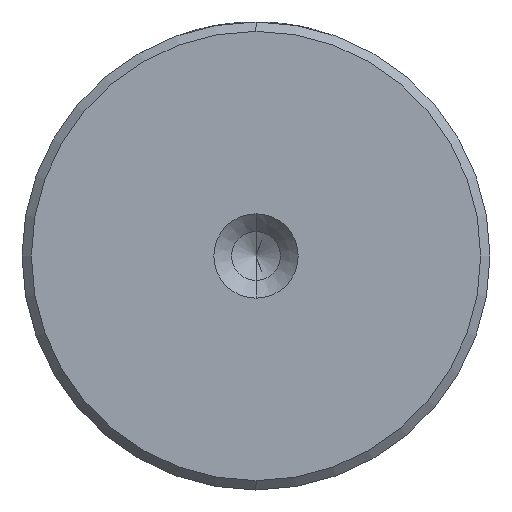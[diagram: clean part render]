
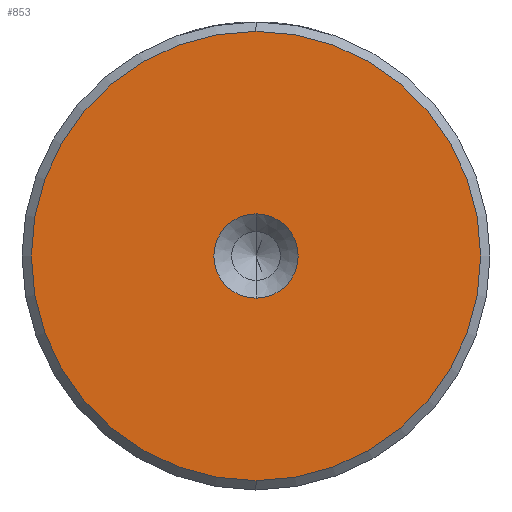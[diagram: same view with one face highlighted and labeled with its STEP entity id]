
A CAD part, left-side view. The second image highlights one B-rep face of the part: STEP entity #853.
In plain terms, the highlighted planar face has unit normal (-1, 0, 0).
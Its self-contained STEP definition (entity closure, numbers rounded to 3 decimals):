
#56 = DIRECTION ( 'NONE',  ( 0., 0., 1. ) ) ;
#104 = CARTESIAN_POINT ( 'NONE',  ( 0., 0., 12. ) ) ;
#125 = DIRECTION ( 'NONE',  ( 0., 0., 1. ) ) ;
#168 = EDGE_LOOP ( 'NONE', ( #1960, #2353 ) ) ;
#189 = CARTESIAN_POINT ( 'NONE',  ( 0., 0., 2.25 ) ) ;
#190 = AXIS2_PLACEMENT_3D ( 'NONE', #2307, #1181, #125 ) ;
#192 = EDGE_LOOP ( 'NONE', ( #827, #211 ) ) ;
#211 = ORIENTED_EDGE ( 'NONE', *, *, #752, .F. ) ;
#244 = CARTESIAN_POINT ( 'NONE',  ( 0., 0., 0. ) ) ;
#349 = EDGE_CURVE ( 'NONE', #1873, #1358, #695, .T. ) ;
#543 = EDGE_CURVE ( 'NONE', #900, #1509, #1822, .T. ) ;
#599 = DIRECTION ( 'NONE',  ( -1., 0., 0. ) ) ;
#695 = CIRCLE ( 'NONE', #190, 2.25 ) ;
#699 = DIRECTION ( 'NONE',  ( -1., 0., 0. ) ) ;
#752 = EDGE_CURVE ( 'NONE', #1358, #1873, #1455, .T. ) ;
#827 = ORIENTED_EDGE ( 'NONE', *, *, #349, .F. ) ;
#832 = EDGE_CURVE ( 'NONE', #1509, #900, #1850, .T. ) ;
#853 = ADVANCED_FACE ( 'NONE', ( #1336, #2340 ), #2080, .T. ) ;
#900 = VERTEX_POINT ( 'NONE', #104 ) ;
#953 = DIRECTION ( 'NONE',  ( -1., 0., 0. ) ) ;
#1099 = DIRECTION ( 'NONE',  ( -1., 0., 0. ) ) ;
#1136 = CARTESIAN_POINT ( 'NONE',  ( 0., 0., -12. ) ) ;
#1181 = DIRECTION ( 'NONE',  ( -1., 0., 0. ) ) ;
#1336 = FACE_OUTER_BOUND ( 'NONE', #168, .T. ) ;
#1345 = AXIS2_PLACEMENT_3D ( 'NONE', #2231, #1099, #56 ) ;
#1358 = VERTEX_POINT ( 'NONE', #1848 ) ;
#1455 = CIRCLE ( 'NONE', #1345, 2.25 ) ;
#1509 = VERTEX_POINT ( 'NONE', #1136 ) ;
#1525 = AXIS2_PLACEMENT_3D ( 'NONE', #1812, #699, #2010 ) ;
#1688 = CARTESIAN_POINT ( 'NONE',  ( 0., 0., 0. ) ) ;
#1812 = CARTESIAN_POINT ( 'NONE',  ( 0., 0., 0. ) ) ;
#1822 = CIRCLE ( 'NONE', #1525, 12. ) ;
#1848 = CARTESIAN_POINT ( 'NONE',  ( 0., 0., -2.25 ) ) ;
#1850 = CIRCLE ( 'NONE', #1994, 12. ) ;
#1873 = VERTEX_POINT ( 'NONE', #189 ) ;
#1899 = DIRECTION ( 'NONE',  ( 0., 0., 1. ) ) ;
#1960 = ORIENTED_EDGE ( 'NONE', *, *, #832, .T. ) ;
#1994 = AXIS2_PLACEMENT_3D ( 'NONE', #1688, #599, #1899 ) ;
#2010 = DIRECTION ( 'NONE',  ( 0., 0., 1. ) ) ;
#2080 = PLANE ( 'NONE',  #2348 ) ;
#2231 = CARTESIAN_POINT ( 'NONE',  ( 0., 0., 0. ) ) ;
#2261 = DIRECTION ( 'NONE',  ( 0., 0., 1. ) ) ;
#2307 = CARTESIAN_POINT ( 'NONE',  ( 0., 0., 0. ) ) ;
#2340 = FACE_BOUND ( 'NONE', #192, .T. ) ;
#2348 = AXIS2_PLACEMENT_3D ( 'NONE', #244, #953, #2261 ) ;
#2353 = ORIENTED_EDGE ( 'NONE', *, *, #543, .T. ) ;
